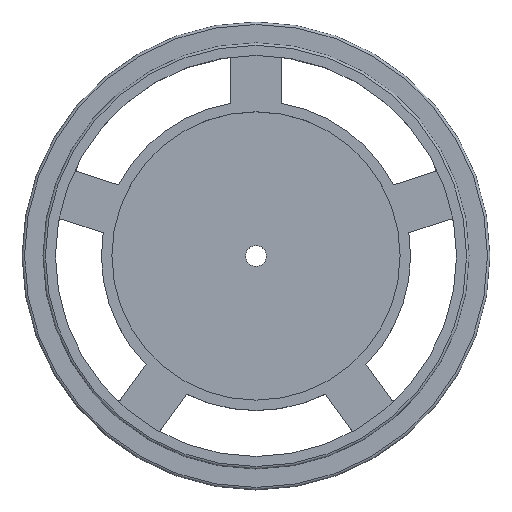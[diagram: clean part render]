
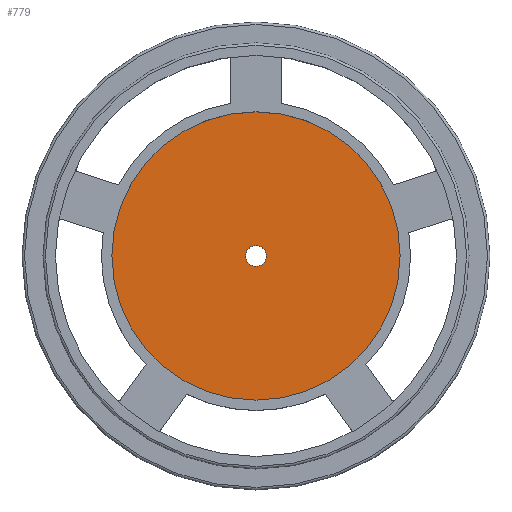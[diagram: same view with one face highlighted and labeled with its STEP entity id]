
A CAD part, top view. The second image highlights one B-rep face of the part: STEP entity #779.
In plain terms, the highlighted planar face has unit normal (0, 0, 1).
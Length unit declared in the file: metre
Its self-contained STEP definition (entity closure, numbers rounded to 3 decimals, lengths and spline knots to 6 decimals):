
#32=PLANE('',#893);
#296=ORIENTED_EDGE('',*,*,#382,.F.);
#297=ORIENTED_EDGE('',*,*,#456,.T.);
#382=EDGE_CURVE('',#490,#490,#558,.T.);
#456=EDGE_CURVE('',#534,#534,#592,.T.);
#490=VERTEX_POINT('',#1242);
#534=VERTEX_POINT('',#1378);
#558=CIRCLE('',#840,0.00125);
#592=CIRCLE('',#892,0.01725);
#638=EDGE_LOOP('',(#296));
#639=EDGE_LOOP('',(#297));
#706=FACE_BOUND('',#638,.T.);
#707=FACE_BOUND('',#639,.T.);
#779=ADVANCED_FACE('',(#706,#707),#32,.T.);
#840=AXIS2_PLACEMENT_3D('',#1241,#985,#986);
#892=AXIS2_PLACEMENT_3D('',#1377,#1129,#1130);
#893=AXIS2_PLACEMENT_3D('',#1379,#1131,#1132);
#985=DIRECTION('',(0.,0.,1.));
#986=DIRECTION('',(1.,0.,0.));
#1129=DIRECTION('',(0.,0.,1.));
#1130=DIRECTION('',(1.,0.,0.));
#1131=DIRECTION('',(0.,0.,1.));
#1132=DIRECTION('',(1.,0.,0.));
#1241=CARTESIAN_POINT('',(0.,0.,0.));
#1242=CARTESIAN_POINT('',(0.00125,0.,0.));
#1377=CARTESIAN_POINT('',(0.,0.,0.));
#1378=CARTESIAN_POINT('',(0.01725,0.,0.));
#1379=CARTESIAN_POINT('',(0.,0.001486,0.));
